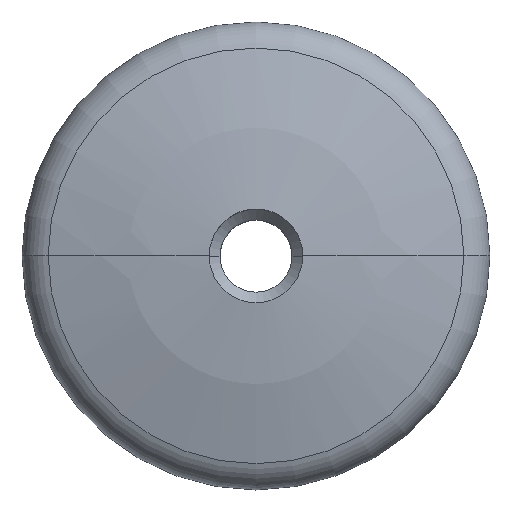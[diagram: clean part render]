
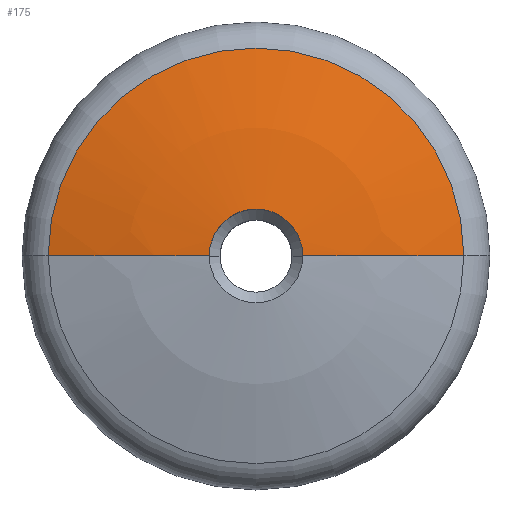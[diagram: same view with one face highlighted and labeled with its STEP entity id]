
A CAD part, top view. The second image highlights one B-rep face of the part: STEP entity #175.
In plain terms, the highlighted spherical face has radius 50 mm.
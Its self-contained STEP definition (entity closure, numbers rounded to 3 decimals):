
#119=EDGE_CURVE('',#245,#261,#317,.T.);
#127=EDGE_CURVE('',#261,#281,#326,.T.);
#175=ADVANCED_FACE('',(#380),#381,.T.);
#241=EDGE_CURVE('',#275,#245,#454,.T.);
#245=VERTEX_POINT('',#458);
#261=VERTEX_POINT('',#478);
#275=VERTEX_POINT('',#494);
#281=VERTEX_POINT('',#500);
#285=EDGE_CURVE('',#281,#275,#505,.T.);
#317=CIRCLE('',#531,50.);
#326=CIRCLE('',#542,3.2);
#380=FACE_OUTER_BOUND('',#612,.T.);
#381=SPHERICAL_SURFACE('',#613,50.);
#454=CIRCLE('',#707,14.211);
#458=CARTESIAN_POINT('',(-14.211,0.,17.938));
#478=CARTESIAN_POINT('',(-3.2,0.,19.897));
#494=CARTESIAN_POINT('',(14.211,0.,17.938));
#500=CARTESIAN_POINT('',(3.2,0.,19.897));
#505=CIRCLE('',#769,50.);
#531=AXIS2_PLACEMENT_3D('',#789,#790,#791);
#542=AXIS2_PLACEMENT_3D('',#803,#804,#805);
#612=EDGE_LOOP('',(#883,#884,#885,#886));
#613=AXIS2_PLACEMENT_3D('',#887,#888,#889);
#707=AXIS2_PLACEMENT_3D('',#978,#979,#980);
#769=AXIS2_PLACEMENT_3D('',#1056,#1057,#1058);
#789=CARTESIAN_POINT('',(0.,0.,-30.0));
#790=DIRECTION('',(0.,1.0,0.));
#791=DIRECTION('',(0.0,0.,-1.0));
#803=CARTESIAN_POINT('',(0.,0.,19.897));
#804=DIRECTION('',(0.,0.,-1.0));
#805=DIRECTION('',(-1.0,0.,0.));
#883=ORIENTED_EDGE('',*,*,#285,.T.);
#884=ORIENTED_EDGE('',*,*,#241,.T.);
#885=ORIENTED_EDGE('',*,*,#119,.T.);
#886=ORIENTED_EDGE('',*,*,#127,.T.);
#887=CARTESIAN_POINT('',(0.,0.,-30.0));
#888=DIRECTION('',(0.,0.,1.0));
#889=DIRECTION('',(-1.0,0.,0.0));
#978=CARTESIAN_POINT('',(0.,0.,17.938));
#979=DIRECTION('',(0.,0.,1.0));
#980=DIRECTION('',(1.0,0.,0.));
#1056=CARTESIAN_POINT('',(0.,0.,-30.0));
#1057=DIRECTION('',(0.,1.0,0.));
#1058=DIRECTION('',(0.0,0.,-1.0));
